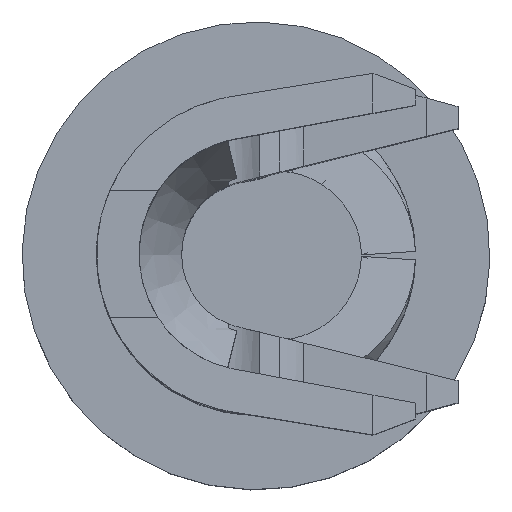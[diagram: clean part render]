
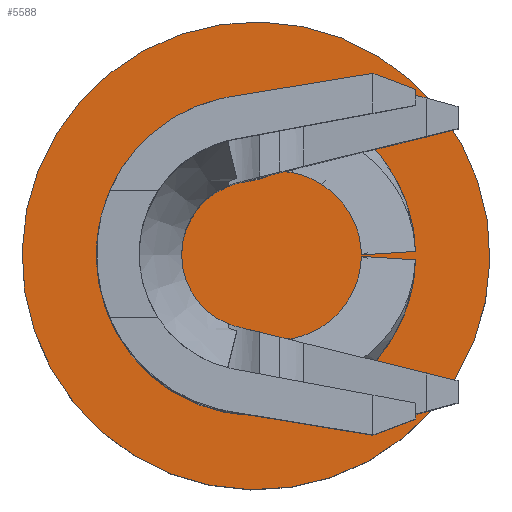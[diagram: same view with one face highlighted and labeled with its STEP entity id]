
A CAD part, top view. The second image highlights one B-rep face of the part: STEP entity #5588.
In plain terms, the highlighted planar face has unit normal (0, 0, 1).
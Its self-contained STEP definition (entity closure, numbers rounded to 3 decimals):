
#2852=AXIS2_PLACEMENT_3D('Circle Axis2P3D',#2850,#2851,$) ;
#2887=AXIS2_PLACEMENT_3D('Circle Axis2P3D',#2885,#2886,$) ;
#3041=AXIS2_PLACEMENT_3D('Circle Axis2P3D',#3039,#3040,$) ;
#4439=AXIS2_PLACEMENT_3D('Circle Axis2P3D',#4437,#4438,$) ;
#5353=AXIS2_PLACEMENT_3D('Circle Axis2P3D',#5351,#5352,$) ;
#5373=AXIS2_PLACEMENT_3D('Circle Axis2P3D',#5371,#5372,$) ;
#5469=AXIS2_PLACEMENT_3D('Circle Axis2P3D',#5467,#5468,$) ;
#5492=AXIS2_PLACEMENT_3D('Circle Axis2P3D',#5490,#5491,$) ;
#5572=AXIS2_PLACEMENT_3D('Plane Axis2P3D',#5569,#5570,#5571) ;
#2850=CARTESIAN_POINT('Axis2P3D Location',(1.1,1.1,9.3)) ;
#2854=CARTESIAN_POINT('Vertex',(1.627,0.135,9.3)) ;
#2856=CARTESIAN_POINT('Vertex',(0.573,2.065,9.3)) ;
#2885=CARTESIAN_POINT('Axis2P3D Location',(1.1,1.1,9.3)) ;
#3036=CARTESIAN_POINT('Vertex',(0.74,1.758,9.3)) ;
#3039=CARTESIAN_POINT('Axis2P3D Location',(1.1,1.1,9.3)) ;
#3043=CARTESIAN_POINT('Vertex',(1.46,0.442,9.3)) ;
#4434=CARTESIAN_POINT('Vertex',(0.617,0.836,9.3)) ;
#4437=CARTESIAN_POINT('Axis2P3D Location',(1.1,1.1,9.3)) ;
#4441=CARTESIAN_POINT('Vertex',(1.583,1.364,9.3)) ;
#5351=CARTESIAN_POINT('Axis2P3D Location',(1.1,1.1,9.3)) ;
#5355=CARTESIAN_POINT('Vertex',(1.843,0.994,9.3)) ;
#5371=CARTESIAN_POINT('Axis2P3D Location',(1.1,1.1,9.3)) ;
#5375=CARTESIAN_POINT('Vertex',(1.843,1.206,9.3)) ;
#5464=CARTESIAN_POINT('Vertex',(1.64,0.994,9.3)) ;
#5467=CARTESIAN_POINT('Axis2P3D Location',(1.1,1.1,9.3)) ;
#5487=CARTESIAN_POINT('Vertex',(1.64,1.206,9.3)) ;
#5490=CARTESIAN_POINT('Axis2P3D Location',(1.1,1.1,9.3)) ;
#5538=CARTESIAN_POINT('Line Origine',(1.741,0.994,9.3)) ;
#5556=CARTESIAN_POINT('Line Origine',(1.741,1.206,9.3)) ;
#5569=CARTESIAN_POINT('Axis2P3D Location',(1.1,0.,9.3)) ;
#2851=DIRECTION('Axis2P3D Direction',(0.,0.,1.)) ;
#2886=DIRECTION('Axis2P3D Direction',(0.,0.,1.)) ;
#3040=DIRECTION('Axis2P3D Direction',(0.,0.,1.)) ;
#4438=DIRECTION('Axis2P3D Direction',(0.,0.,1.)) ;
#5352=DIRECTION('Axis2P3D Direction',(0.,0.,1.)) ;
#5372=DIRECTION('Axis2P3D Direction',(0.,0.,1.)) ;
#5468=DIRECTION('Axis2P3D Direction',(0.,0.,1.)) ;
#5491=DIRECTION('Axis2P3D Direction',(0.,0.,1.)) ;
#5539=DIRECTION('Vector Direction',(1.,0.,0.)) ;
#5557=DIRECTION('Vector Direction',(1.,0.,0.)) ;
#5570=DIRECTION('Axis2P3D Direction',(0.,0.,1.)) ;
#5571=DIRECTION('Axis2P3D XDirection',(1.,0.,0.)) ;
#5540=VECTOR('Line Direction',#5539,1.) ;
#5558=VECTOR('Line Direction',#5557,1.) ;
#5575=ORIENTED_EDGE('',*,*,#2889,.T.) ;
#5576=ORIENTED_EDGE('',*,*,#2858,.T.) ;
#5579=ORIENTED_EDGE('',*,*,#5494,.T.) ;
#5580=ORIENTED_EDGE('',*,*,#4443,.T.) ;
#5581=ORIENTED_EDGE('',*,*,#5471,.T.) ;
#5582=ORIENTED_EDGE('',*,*,#5542,.T.) ;
#5583=ORIENTED_EDGE('',*,*,#5357,.F.) ;
#5584=ORIENTED_EDGE('',*,*,#3045,.F.) ;
#5585=ORIENTED_EDGE('',*,*,#5377,.F.) ;
#5586=ORIENTED_EDGE('',*,*,#5560,.F.) ;
#5587=FACE_BOUND('',#5578,.T.) ;
#5588=ADVANCED_FACE('Body.5',(#5577,#5587),#5573,.T.) ;
#2853=CIRCLE('generated circle',#2852,1.1) ;
#2888=CIRCLE('generated circle',#2887,1.1) ;
#3042=CIRCLE('generated circle',#3041,0.75) ;
#4440=CIRCLE('generated circle',#4439,0.55) ;
#5354=CIRCLE('generated circle',#5353,0.75) ;
#5374=CIRCLE('generated circle',#5373,0.75) ;
#5470=CIRCLE('generated circle',#5469,0.55) ;
#5493=CIRCLE('generated circle',#5492,0.55) ;
#2858=EDGE_CURVE('',#2855,#2857,#2853,.T.) ;
#2889=EDGE_CURVE('',#2857,#2855,#2888,.T.) ;
#3045=EDGE_CURVE('',#3037,#3044,#3042,.T.) ;
#4443=EDGE_CURVE('',#4442,#4435,#4440,.T.) ;
#5357=EDGE_CURVE('',#3044,#5356,#5354,.T.) ;
#5377=EDGE_CURVE('',#5376,#3037,#5374,.T.) ;
#5471=EDGE_CURVE('',#4435,#5465,#5470,.T.) ;
#5494=EDGE_CURVE('',#5488,#4442,#5493,.T.) ;
#5542=EDGE_CURVE('',#5465,#5356,#5541,.T.) ;
#5560=EDGE_CURVE('',#5488,#5376,#5559,.T.) ;
#5574=EDGE_LOOP('',(#5575,#5576)) ;
#5578=EDGE_LOOP('',(#5579,#5580,#5581,#5582,#5583,#5584,#5585,#5586)) ;
#5577=FACE_OUTER_BOUND('',#5574,.T.) ;
#5541=LINE('Line',#5538,#5540) ;
#5559=LINE('Line',#5556,#5558) ;
#5573=PLANE('',#5572) ;
#2855=VERTEX_POINT('',#2854) ;
#2857=VERTEX_POINT('',#2856) ;
#3037=VERTEX_POINT('',#3036) ;
#3044=VERTEX_POINT('',#3043) ;
#4435=VERTEX_POINT('',#4434) ;
#4442=VERTEX_POINT('',#4441) ;
#5356=VERTEX_POINT('',#5355) ;
#5376=VERTEX_POINT('',#5375) ;
#5465=VERTEX_POINT('',#5464) ;
#5488=VERTEX_POINT('',#5487) ;
